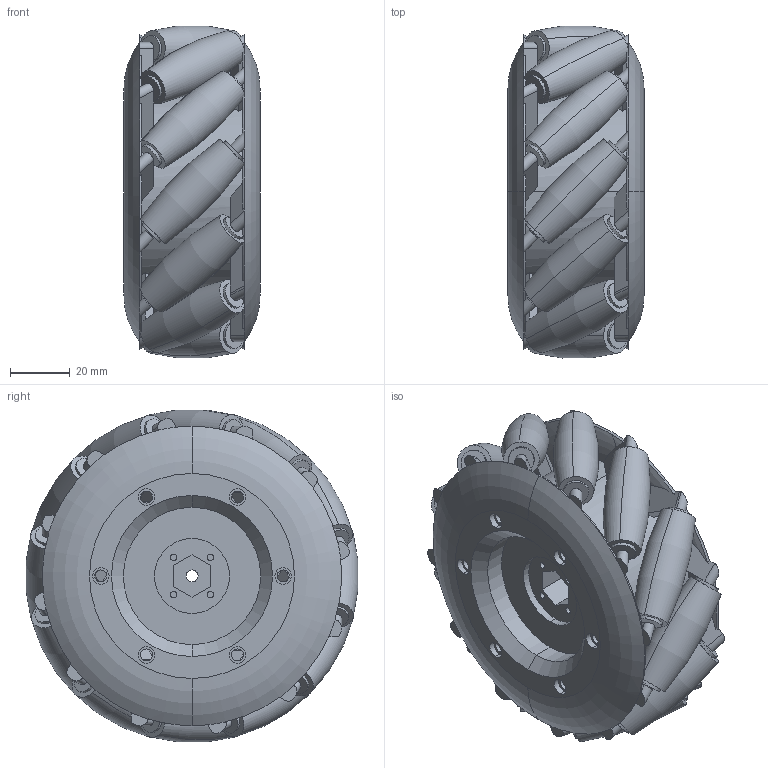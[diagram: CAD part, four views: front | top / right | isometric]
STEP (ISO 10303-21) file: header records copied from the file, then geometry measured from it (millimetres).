
FILE_DESCRIPTION (( 'STEP AP214' ), '1' );
FILE_NAME ('Mecanum Wheel Assembly - L.STEP', '2025-11-27T12:09:22', ( '' ), ( '' ), 'SwSTEP 2.0', 'SolidWorks 2025', '' );
FILE_SCHEMA (( 'AUTOMOTIVE_DESIGN' ));
Length unit declared in the file: millimetre
Products named in the file (3): Mecanum Wheel Assembly - L; Mecanum Wheel (Wheel)_預設; Mecanum Wheel - L_預設
Assembly tree (13 placements, depth 2):
  Mecanum Wheel Assembly - L
    Mecanum Wheel - L_預設
    Mecanum Wheel (Wheel)_預設  x12
Bounding box: 45.45 x 110.71 x 110.71 mm (x, y, z)
Volume: 226035.4 mm3; surface area: 70586.5 mm2
Topology: 13 solids, 13 shells, 460 faces, 1109 edges, 721 vertices
Faces by surface type: plane 198, cylinder 178, torus 54, cone 30
Entity records: 14128 total; most frequent: CARTESIAN_POINT 2876, ORIENTED_EDGE 1690, DIRECTION 1574, EDGE_CURVE 845, AXIS2_PLACEMENT_3D 647, VERTEX_POINT 545, EDGE_LOOP 380, ADVANCED_FACE 328
